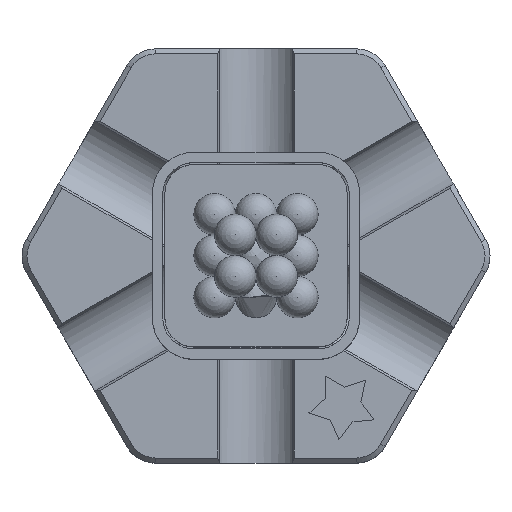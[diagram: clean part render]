
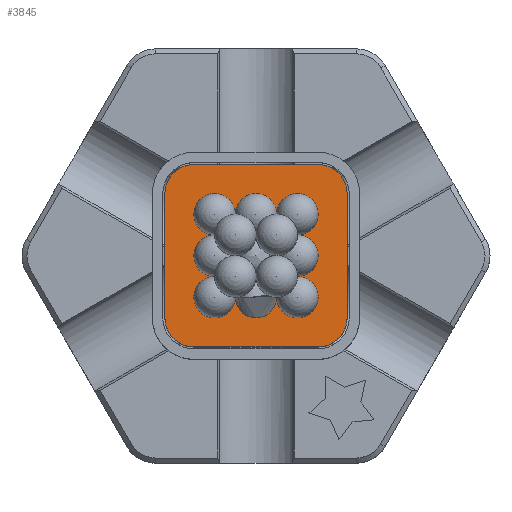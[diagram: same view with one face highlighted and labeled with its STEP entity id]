
A CAD part, top view. The second image highlights one B-rep face of the part: STEP entity #3845.
In plain terms, the highlighted planar face has unit normal (0, 0, 1).
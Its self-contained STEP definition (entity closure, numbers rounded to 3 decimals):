
#207=PLANE('',#4148);
#363=FACE_OUTER_BOUND('',#578,.T.);
#578=EDGE_LOOP('',(#2825,#2826,#2827,#2828,#2829,#2830,#2831,#2832));
#774=CIRCLE('',#4134,3.5);
#775=CIRCLE('',#4141,3.5);
#776=CIRCLE('',#4143,3.5);
#777=CIRCLE('',#4147,3.5);
#924=LINE('',#5940,#1286);
#935=LINE('',#6009,#1297);
#940=LINE('',#6022,#1302);
#941=LINE('',#6025,#1303);
#1286=VECTOR('',#4669,10.);
#1297=VECTOR('',#4710,10.);
#1302=VECTOR('',#4727,10.);
#1303=VECTOR('',#4730,10.);
#1662=VERTEX_POINT('',#5937);
#1663=VERTEX_POINT('',#5939);
#1672=VERTEX_POINT('',#5985);
#1675=VERTEX_POINT('',#6006);
#1676=VERTEX_POINT('',#6008);
#1677=VERTEX_POINT('',#6014);
#1678=VERTEX_POINT('',#6016);
#1679=VERTEX_POINT('',#6024);
#2072=EDGE_CURVE('',#1663,#1662,#924,.T.);
#2086=EDGE_CURVE('',#1672,#1663,#774,.T.);
#2093=EDGE_CURVE('',#1676,#1675,#935,.T.);
#2097=EDGE_CURVE('',#1678,#1677,#775,.T.);
#2099=EDGE_CURVE('',#1662,#1676,#776,.T.);
#2100=EDGE_CURVE('',#1677,#1672,#940,.T.);
#2101=EDGE_CURVE('',#1679,#1678,#941,.T.);
#2103=EDGE_CURVE('',#1675,#1679,#777,.T.);
#2825=ORIENTED_EDGE('',*,*,#2093,.T.);
#2826=ORIENTED_EDGE('',*,*,#2103,.T.);
#2827=ORIENTED_EDGE('',*,*,#2101,.T.);
#2828=ORIENTED_EDGE('',*,*,#2097,.T.);
#2829=ORIENTED_EDGE('',*,*,#2100,.T.);
#2830=ORIENTED_EDGE('',*,*,#2086,.T.);
#2831=ORIENTED_EDGE('',*,*,#2072,.T.);
#2832=ORIENTED_EDGE('',*,*,#2099,.T.);
#3845=ADVANCED_FACE('',(#363),#207,.T.);
#4134=AXIS2_PLACEMENT_3D('',#5986,#4696,#4697);
#4141=AXIS2_PLACEMENT_3D('',#6017,#4718,#4719);
#4143=AXIS2_PLACEMENT_3D('',#6020,#4723,#4724);
#4147=AXIS2_PLACEMENT_3D('',#6028,#4734,#4735);
#4148=AXIS2_PLACEMENT_3D('',#6029,#4736,#4737);
#4669=DIRECTION('',(-1.,0.,0.));
#4696=DIRECTION('center_axis',(0.,0.,1.));
#4697=DIRECTION('ref_axis',(1.,0.,0.));
#4710=DIRECTION('',(0.,-1.,0.));
#4718=DIRECTION('center_axis',(0.,0.,1.));
#4719=DIRECTION('ref_axis',(0.,-1.,0.));
#4723=DIRECTION('center_axis',(0.,0.,1.));
#4724=DIRECTION('ref_axis',(0.,1.,0.));
#4727=DIRECTION('',(0.,1.,0.));
#4730=DIRECTION('',(1.,0.,0.));
#4734=DIRECTION('center_axis',(0.,0.,1.));
#4735=DIRECTION('ref_axis',(-1.,0.,0.));
#4736=DIRECTION('center_axis',(0.,0.,1.));
#4737=DIRECTION('ref_axis',(1.,0.,0.));
#5937=CARTESIAN_POINT('',(-7.5,11.,22.5));
#5939=CARTESIAN_POINT('',(7.5,11.,22.5));
#5940=CARTESIAN_POINT('',(3.75,11.,22.5));
#5985=CARTESIAN_POINT('',(11.,7.5,22.5));
#5986=CARTESIAN_POINT('Origin',(7.5,7.5,22.5));
#6006=CARTESIAN_POINT('',(-11.,-7.5,22.5));
#6008=CARTESIAN_POINT('',(-11.,7.5,22.5));
#6009=CARTESIAN_POINT('',(-11.,3.75,22.5));
#6014=CARTESIAN_POINT('',(11.,-7.5,22.5));
#6016=CARTESIAN_POINT('',(7.5,-11.,22.5));
#6017=CARTESIAN_POINT('Origin',(7.5,-7.5,22.5));
#6020=CARTESIAN_POINT('Origin',(-7.5,7.5,22.5));
#6022=CARTESIAN_POINT('',(11.,-3.75,22.5));
#6024=CARTESIAN_POINT('',(-7.5,-11.,22.5));
#6025=CARTESIAN_POINT('',(-3.75,-11.,22.5));
#6028=CARTESIAN_POINT('Origin',(-7.5,-7.5,22.5));
#6029=CARTESIAN_POINT('Origin',(0.,0.,22.5));
